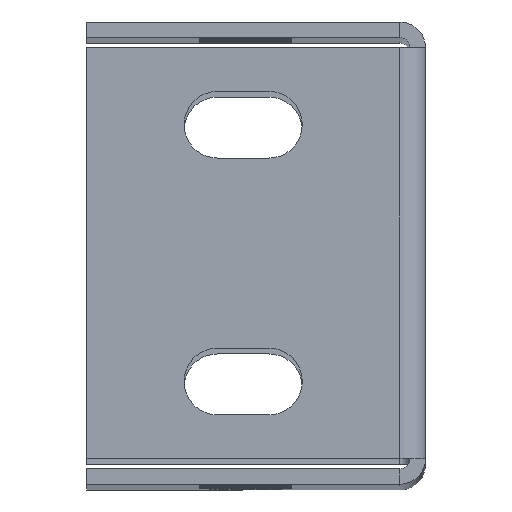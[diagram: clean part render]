
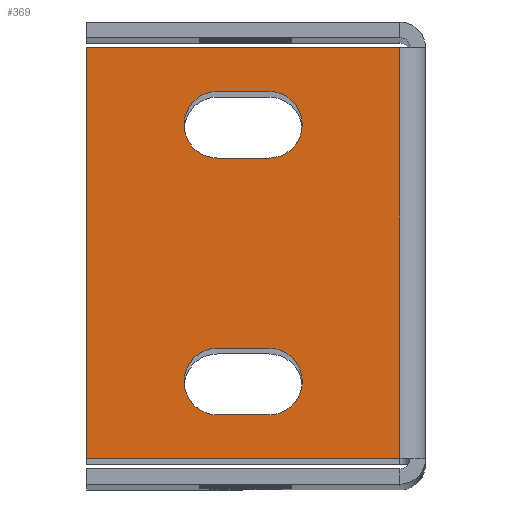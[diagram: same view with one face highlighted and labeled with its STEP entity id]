
A CAD part, top view. The second image highlights one B-rep face of the part: STEP entity #369.
In plain terms, the highlighted planar face has unit normal (0, 0, 1).
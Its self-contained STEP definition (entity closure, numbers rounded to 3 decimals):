
#75 = CARTESIAN_POINT ( 'NONE',  ( -20.25, -38.25, 323.5 ) ) ;
#108 = CIRCLE ( 'NONE', #3508, 3.25 ) ;
#129 = PLANE ( 'NONE',  #5015 ) ;
#189 = VECTOR ( 'NONE', #3796, 1000. ) ;
#194 = LINE ( 'NONE', #3573, #189 ) ;
#195 = CARTESIAN_POINT ( 'NONE',  ( -15.25, -38.25, 323.5 ) ) ;
#211 = DIRECTION ( 'NONE',  ( 1., 0., 0. ) ) ;
#310 = CIRCLE ( 'NONE', #3693, 3.25 ) ;
#329 = CARTESIAN_POINT ( 'NONE',  ( 0., -31.75, 323.5 ) ) ;
#352 = VECTOR ( 'NONE', #3588, 1000. ) ;
#358 = LINE ( 'NONE', #3726, #352 ) ;
#369 = ADVANCED_FACE ( 'NONE', ( #1891, #1921, #1884 ), #129, .F. ) ;
#395 = CARTESIAN_POINT ( 'NONE',  ( -15.25, -6.75, 323.5 ) ) ;
#523 = CIRCLE ( 'NONE', #3817, 3.25 ) ;
#527 = LINE ( 'NONE', #1587, #558 ) ;
#535 = EDGE_CURVE ( 'NONE', #4219, #5706, #1633, .T. ) ;
#558 = VECTOR ( 'NONE', #1575, 1000. ) ;
#613 = CIRCLE ( 'NONE', #3874, 3.25 ) ;
#640 = CARTESIAN_POINT ( 'NONE',  ( -2.5, -2.5, 323.5 ) ) ;
#739 = VECTOR ( 'NONE', #7109, 1000. ) ;
#746 = LINE ( 'NONE', #6555, #739 ) ;
#773 = CARTESIAN_POINT ( 'NONE',  ( -33., -2.5, 323.5 ) ) ;
#970 = ORIENTED_EDGE ( 'NONE', *, *, #988, .T. ) ;
#988 = EDGE_CURVE ( 'NONE', #3273, #3202, #746, .T. ) ;
#1033 = AXIS2_PLACEMENT_3D ( 'NONE', #2447, #2517, #2493 ) ;
#1039 = CARTESIAN_POINT ( 'NONE',  ( -33., -42.5, 323.5 ) ) ;
#1050 = EDGE_LOOP ( 'NONE', ( #3107, #3140, #970, #2932 ) ) ;
#1115 = EDGE_LOOP ( 'NONE', ( #2748, #2881, #2814, #4172, #3271 ) ) ;
#1117 = EDGE_CURVE ( 'NONE', #3601, #5707, #613, .T. ) ;
#1126 = EDGE_CURVE ( 'NONE', #3579, #3601, #527, .T. ) ;
#1146 = EDGE_CURVE ( 'NONE', #3391, #3579, #523, .T. ) ;
#1224 = EDGE_LOOP ( 'NONE', ( #2526, #2550, #2807, #2586, #2832 ) ) ;
#1250 = EDGE_CURVE ( 'NONE', #5799, #3391, #358, .T. ) ;
#1271 = EDGE_CURVE ( 'NONE', #3517, #4219, #310, .T. ) ;
#1299 = CARTESIAN_POINT ( 'NONE',  ( -20.25, -10., 323.5 ) ) ;
#1309 = EDGE_CURVE ( 'NONE', #3467, #3517, #194, .T. ) ;
#1317 = DIRECTION ( 'NONE',  ( 0., 0., -1. ) ) ;
#1322 = CARTESIAN_POINT ( 'NONE',  ( 0., 0., 323.5 ) ) ;
#1365 = EDGE_CURVE ( 'NONE', #2551, #3467, #108, .T. ) ;
#1410 = EDGE_CURVE ( 'NONE', #5706, #2551, #7352, .T. ) ;
#1447 = DIRECTION ( 'NONE',  ( -1., 0., 0. ) ) ;
#1461 = DIRECTION ( 'NONE',  ( 0., 0., -1. ) ) ;
#1558 = EDGE_CURVE ( 'NONE', #3202, #2719, #7074, .T. ) ;
#1575 = DIRECTION ( 'NONE',  ( -1., 0., 0. ) ) ;
#1587 = CARTESIAN_POINT ( 'NONE',  ( 0., -13.25, 323.5 ) ) ;
#1604 = EDGE_CURVE ( 'NONE', #3291, #3273, #7017, .T. ) ;
#1633 = CIRCLE ( 'NONE', #4858, 3.25 ) ;
#1769 = DIRECTION ( 'NONE',  ( 0., 0., -1. ) ) ;
#1791 = EDGE_CURVE ( 'NONE', #3291, #2719, #6742, .T. ) ;
#1839 = CARTESIAN_POINT ( 'NONE',  ( -15.25, -10., 323.5 ) ) ;
#1884 = FACE_OUTER_BOUND ( 'NONE', #1050, .T. ) ;
#1891 = FACE_BOUND ( 'NONE', #1224, .T. ) ;
#1919 = DIRECTION ( 'NONE',  ( -1., 0., 0. ) ) ;
#1921 = FACE_BOUND ( 'NONE', #1115, .T. ) ;
#2225 = CARTESIAN_POINT ( 'NONE',  ( -23.5, -35., 323.5 ) ) ;
#2447 = CARTESIAN_POINT ( 'NONE',  ( -20.25, -10., 323.5 ) ) ;
#2493 = DIRECTION ( 'NONE',  ( -1., 0., 0. ) ) ;
#2517 = DIRECTION ( 'NONE',  ( 0., 0., -1. ) ) ;
#2526 = ORIENTED_EDGE ( 'NONE', *, *, #1410, .T. ) ;
#2550 = ORIENTED_EDGE ( 'NONE', *, *, #1365, .T. ) ;
#2551 = VERTEX_POINT ( 'NONE', #3654 ) ;
#2586 = ORIENTED_EDGE ( 'NONE', *, *, #1271, .T. ) ;
#2719 = VERTEX_POINT ( 'NONE', #2868 ) ;
#2748 = ORIENTED_EDGE ( 'NONE', *, *, #1250, .T. ) ;
#2807 = ORIENTED_EDGE ( 'NONE', *, *, #1309, .T. ) ;
#2814 = ORIENTED_EDGE ( 'NONE', *, *, #1126, .T. ) ;
#2832 = ORIENTED_EDGE ( 'NONE', *, *, #535, .T. ) ;
#2868 = CARTESIAN_POINT ( 'NONE',  ( -2.5, -42.5, 323.5 ) ) ;
#2881 = ORIENTED_EDGE ( 'NONE', *, *, #1146, .T. ) ;
#2932 = ORIENTED_EDGE ( 'NONE', *, *, #1558, .T. ) ;
#3107 = ORIENTED_EDGE ( 'NONE', *, *, #1791, .F. ) ;
#3110 = DIRECTION ( 'NONE',  ( -1., 0., 0. ) ) ;
#3140 = ORIENTED_EDGE ( 'NONE', *, *, #1604, .T. ) ;
#3144 = DIRECTION ( 'NONE',  ( -1., 0., 0. ) ) ;
#3202 = VERTEX_POINT ( 'NONE', #1039 ) ;
#3271 = ORIENTED_EDGE ( 'NONE', *, *, #7146, .T. ) ;
#3273 = VERTEX_POINT ( 'NONE', #773 ) ;
#3287 = CARTESIAN_POINT ( 'NONE',  ( -20.25, -35., 323.5 ) ) ;
#3291 = VERTEX_POINT ( 'NONE', #640 ) ;
#3303 = DIRECTION ( 'NONE',  ( 0., 0., -1. ) ) ;
#3391 = VERTEX_POINT ( 'NONE', #395 ) ;
#3467 = VERTEX_POINT ( 'NONE', #195 ) ;
#3481 = CARTESIAN_POINT ( 'NONE',  ( 0., -42.5, 323.5 ) ) ;
#3508 = AXIS2_PLACEMENT_3D ( 'NONE', #5485, #5212, #5045 ) ;
#3517 = VERTEX_POINT ( 'NONE', #75 ) ;
#3573 = CARTESIAN_POINT ( 'NONE',  ( 0., -38.25, 323.5 ) ) ;
#3579 = VERTEX_POINT ( 'NONE', #6830 ) ;
#3588 = DIRECTION ( 'NONE',  ( 1., 0., 0. ) ) ;
#3601 = VERTEX_POINT ( 'NONE', #6549 ) ;
#3654 = CARTESIAN_POINT ( 'NONE',  ( -15.25, -31.75, 323.5 ) ) ;
#3692 = CARTESIAN_POINT ( 'NONE',  ( -20.25, -6.75, 323.5 ) ) ;
#3693 = AXIS2_PLACEMENT_3D ( 'NONE', #3287, #3303, #3144 ) ;
#3726 = CARTESIAN_POINT ( 'NONE',  ( 0., -6.75, 323.5 ) ) ;
#3796 = DIRECTION ( 'NONE',  ( -1., 0., 0. ) ) ;
#3817 = AXIS2_PLACEMENT_3D ( 'NONE', #1839, #1769, #1919 ) ;
#3874 = AXIS2_PLACEMENT_3D ( 'NONE', #1299, #1317, #1447 ) ;
#4084 = CARTESIAN_POINT ( 'NONE',  ( -23.5, -10., 323.5 ) ) ;
#4099 = CARTESIAN_POINT ( 'NONE',  ( -20.25, -31.75, 323.5 ) ) ;
#4172 = ORIENTED_EDGE ( 'NONE', *, *, #1117, .T. ) ;
#4219 = VERTEX_POINT ( 'NONE', #2225 ) ;
#4396 = CARTESIAN_POINT ( 'NONE',  ( -20.25, -35., 323.5 ) ) ;
#4398 = DIRECTION ( 'NONE',  ( 0., 0., -1. ) ) ;
#4406 = DIRECTION ( 'NONE',  ( -1., 0., 0. ) ) ;
#4450 = DIRECTION ( 'NONE',  ( 1., 0., 0. ) ) ;
#4858 = AXIS2_PLACEMENT_3D ( 'NONE', #4396, #4398, #4406 ) ;
#4909 = CARTESIAN_POINT ( 'NONE',  ( 0., -2.5, 323.5 ) ) ;
#5015 = AXIS2_PLACEMENT_3D ( 'NONE', #1322, #1461, #3110 ) ;
#5045 = DIRECTION ( 'NONE',  ( -1., 0., 0. ) ) ;
#5212 = DIRECTION ( 'NONE',  ( 0., 0., -1. ) ) ;
#5485 = CARTESIAN_POINT ( 'NONE',  ( -15.25, -35., 323.5 ) ) ;
#5706 = VERTEX_POINT ( 'NONE', #4099 ) ;
#5707 = VERTEX_POINT ( 'NONE', #4084 ) ;
#5799 = VERTEX_POINT ( 'NONE', #3692 ) ;
#5830 = CIRCLE ( 'NONE', #1033, 3.25 ) ;
#6124 = DIRECTION ( 'NONE',  ( -1., 0., 0. ) ) ;
#6549 = CARTESIAN_POINT ( 'NONE',  ( -20.25, -13.25, 323.5 ) ) ;
#6555 = CARTESIAN_POINT ( 'NONE',  ( -33., 0., 323.5 ) ) ;
#6736 = VECTOR ( 'NONE', #7089, 1000. ) ;
#6742 = LINE ( 'NONE', #7119, #6736 ) ;
#6830 = CARTESIAN_POINT ( 'NONE',  ( -15.25, -13.25, 323.5 ) ) ;
#6953 = VECTOR ( 'NONE', #6124, 1000. ) ;
#7017 = LINE ( 'NONE', #4909, #6953 ) ;
#7059 = VECTOR ( 'NONE', #4450, 1000. ) ;
#7074 = LINE ( 'NONE', #3481, #7059 ) ;
#7089 = DIRECTION ( 'NONE',  ( 0., -1., 0. ) ) ;
#7109 = DIRECTION ( 'NONE',  ( 0., -1., 0. ) ) ;
#7119 = CARTESIAN_POINT ( 'NONE',  ( -2.5, -42.5, 323.5 ) ) ;
#7146 = EDGE_CURVE ( 'NONE', #5707, #5799, #5830, .T. ) ;
#7344 = VECTOR ( 'NONE', #211, 1000. ) ;
#7352 = LINE ( 'NONE', #329, #7344 ) ;
